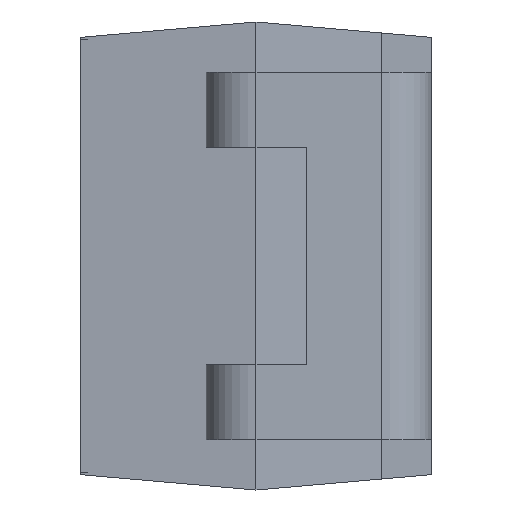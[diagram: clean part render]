
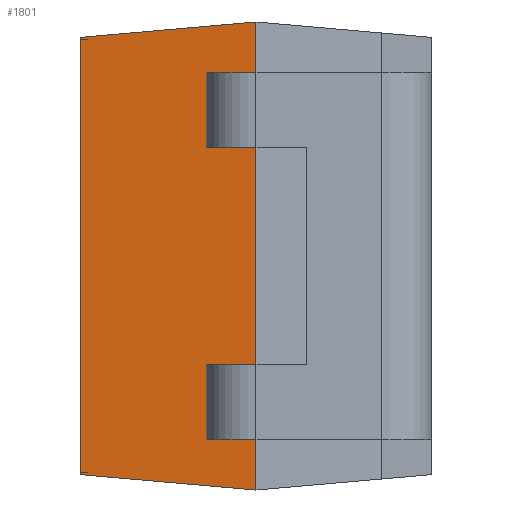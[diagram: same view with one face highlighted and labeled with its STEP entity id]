
A CAD part, left-side view. The second image highlights one B-rep face of the part: STEP entity #1801.
In plain terms, the highlighted planar face has unit normal (-0.996, 0.087, 0).
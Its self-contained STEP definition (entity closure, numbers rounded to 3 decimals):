
#33 = DIRECTION ( 'NONE',  ( 0., 0., 1. ) ) ;
#47 = VERTEX_POINT ( 'NONE', #567 ) ;
#86 = VERTEX_POINT ( 'NONE', #623 ) ;
#138 = VERTEX_POINT ( 'NONE', #740 ) ;
#305 = VECTOR ( 'NONE', #1435, 1000. ) ;
#393 = DIRECTION ( 'NONE',  ( -0.087, -0.996, 0. ) ) ;
#410 = FACE_OUTER_BOUND ( 'NONE', #1028, .T. ) ;
#528 = ORIENTED_EDGE ( 'NONE', *, *, #758, .F. ) ;
#562 = CARTESIAN_POINT ( 'NONE',  ( -1.45, 1.05, 1.4 ) ) ;
#567 = CARTESIAN_POINT ( 'NONE',  ( -1.358, 2.1, -1.308 ) ) ;
#587 = ORIENTED_EDGE ( 'NONE', *, *, #1110, .T. ) ;
#623 = CARTESIAN_POINT ( 'NONE',  ( -1.45, 1.05, -1.4 ) ) ;
#740 = CARTESIAN_POINT ( 'NONE',  ( -1.45, 1.05, 1.4 ) ) ;
#743 = VERTEX_POINT ( 'NONE', #777 ) ;
#758 = EDGE_CURVE ( 'NONE', #47, #743, #1086, .T. ) ;
#777 = CARTESIAN_POINT ( 'NONE',  ( -1.358, 2.1, 1.308 ) ) ;
#858 = DIRECTION ( 'NONE',  ( -0.996, 0.087, 0. ) ) ;
#864 = DIRECTION ( 'NONE',  ( -0.087, -0.992, 0.087 ) ) ;
#1014 = EDGE_CURVE ( 'NONE', #743, #138, #1858, .T. ) ;
#1028 = EDGE_LOOP ( 'NONE', ( #528, #587, #1674, #1767 ) ) ;
#1086 = LINE ( 'NONE', #1648, #1667 ) ;
#1110 = EDGE_CURVE ( 'NONE', #47, #86, #1588, .T. ) ;
#1141 = DIRECTION ( 'NONE',  ( 0., 0., 1. ) ) ;
#1210 = AXIS2_PLACEMENT_3D ( 'NONE', #1547, #858, #393 ) ;
#1384 = CARTESIAN_POINT ( 'NONE',  ( -1.45, 1.05, 1.4 ) ) ;
#1435 = DIRECTION ( 'NONE',  ( -0.087, -0.992, -0.087 ) ) ;
#1547 = CARTESIAN_POINT ( 'NONE',  ( -1.45, 1.05, 1.4 ) ) ;
#1561 = PLANE ( 'NONE',  #1210 ) ;
#1588 = LINE ( 'NONE', #1695, #305 ) ;
#1626 = VECTOR ( 'NONE', #1141, 1000. ) ;
#1629 = VECTOR ( 'NONE', #864, 1000. ) ;
#1648 = CARTESIAN_POINT ( 'NONE',  ( -1.358, 2.1, 1.4 ) ) ;
#1667 = VECTOR ( 'NONE', #33, 1000. ) ;
#1674 = ORIENTED_EDGE ( 'NONE', *, *, #1774, .T. ) ;
#1695 = CARTESIAN_POINT ( 'NONE',  ( -1.429, 1.291, -1.379 ) ) ;
#1700 = LINE ( 'NONE', #1384, #1626 ) ;
#1767 = ORIENTED_EDGE ( 'NONE', *, *, #1014, .F. ) ;
#1774 = EDGE_CURVE ( 'NONE', #86, #138, #1700, .T. ) ;
#1801 = ADVANCED_FACE ( 'NONE', ( #410 ), #1561, .T. ) ;
#1858 = LINE ( 'NONE', #562, #1629 ) ;
